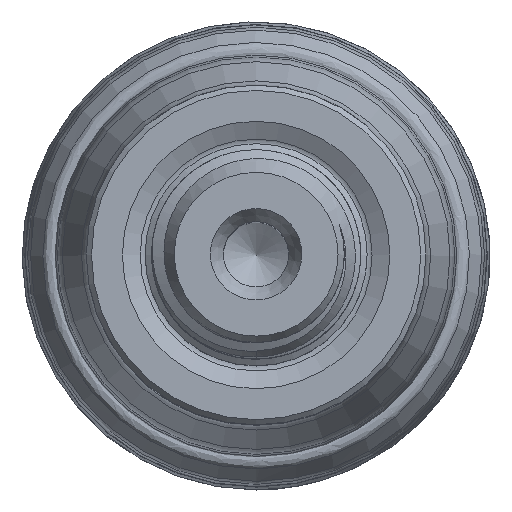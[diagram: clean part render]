
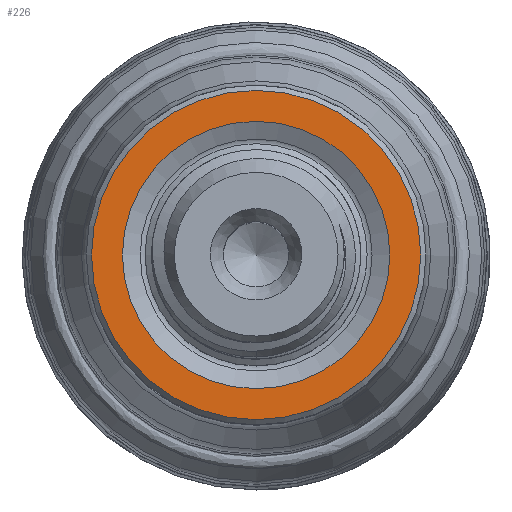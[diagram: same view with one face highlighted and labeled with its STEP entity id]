
A CAD part, top view. The second image highlights one B-rep face of the part: STEP entity #226.
In plain terms, the highlighted planar face has unit normal (0, 0, 1).
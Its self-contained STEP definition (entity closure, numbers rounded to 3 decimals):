
#196=PLANE('',#1046);
#226=ADVANCED_FACE('',(#360,#361),#196,.F.);
#360=FACE_BOUND('',#466,.T.);
#361=FACE_BOUND('',#467,.T.);
#466=EDGE_LOOP('',(#606));
#467=EDGE_LOOP('',(#607));
#606=ORIENTED_EDGE('',*,*,#839,.T.);
#607=ORIENTED_EDGE('',*,*,#838,.F.);
#759=VERTEX_POINT('',#2554);
#760=VERTEX_POINT('',#2557);
#838=EDGE_CURVE('',#759,#759,#908,.T.);
#839=EDGE_CURVE('',#760,#760,#909,.T.);
#908=CIRCLE('',#1043,5.116);
#909=CIRCLE('',#1045,6.3);
#1043=AXIS2_PLACEMENT_3D('',#2553,#1202,#1203);
#1045=AXIS2_PLACEMENT_3D('',#2556,#1206,#1207);
#1046=AXIS2_PLACEMENT_3D('',#2558,#1208,#1209);
#1202=DIRECTION('',(0.,0.,1.));
#1203=DIRECTION('',(0.,1.,0.));
#1206=DIRECTION('',(0.,0.,1.));
#1207=DIRECTION('',(0.,-1.,0.));
#1208=DIRECTION('',(0.,0.,-1.));
#1209=DIRECTION('',(0.,-1.,0.));
#2553=CARTESIAN_POINT('',(0.,0.,22.987));
#2554=CARTESIAN_POINT('',(0.,5.116,22.987));
#2556=CARTESIAN_POINT('',(0.,0.,22.987));
#2557=CARTESIAN_POINT('',(0.,-6.3,22.987));
#2558=CARTESIAN_POINT('',(6.5,0.,22.987));
